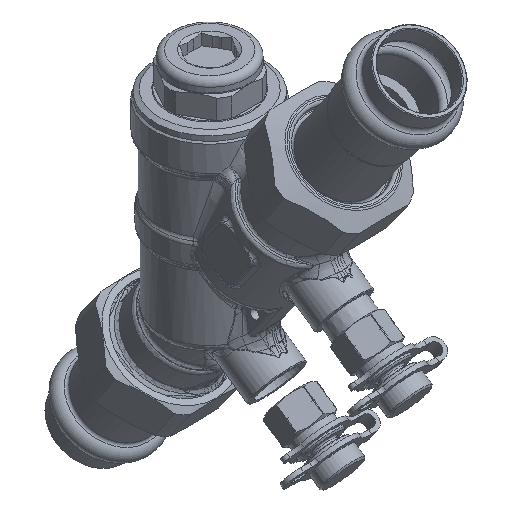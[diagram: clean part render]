
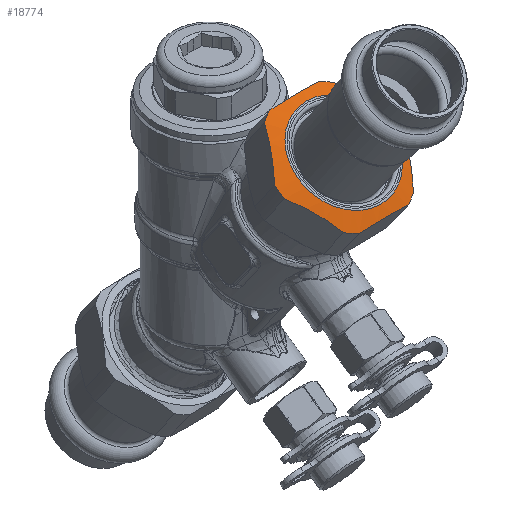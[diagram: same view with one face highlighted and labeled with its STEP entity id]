
A CAD part, isometric view. The second image highlights one B-rep face of the part: STEP entity #18774.
In plain terms, the highlighted conical face has half-angle 60 degrees and reference radius 17.78 mm.
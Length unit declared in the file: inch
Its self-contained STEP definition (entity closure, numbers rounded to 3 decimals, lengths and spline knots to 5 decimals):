
#940=(
BOUNDED_CURVE()
B_SPLINE_CURVE(2,(#139472,#139473,#139474),.UNSPECIFIED.,.F.,.F.)
B_SPLINE_CURVE_WITH_KNOTS((3,3),(0.,1.67512),.UNSPECIFIED.)
CURVE()
GEOMETRIC_REPRESENTATION_ITEM()
RATIONAL_B_SPLINE_CURVE((1.,1.096,1.))
REPRESENTATION_ITEM('')
);
#941=(
BOUNDED_CURVE()
B_SPLINE_CURVE(2,(#139478,#139479,#139480),.UNSPECIFIED.,.F.,.F.)
B_SPLINE_CURVE_WITH_KNOTS((3,3),(0.,1.67512),.UNSPECIFIED.)
CURVE()
GEOMETRIC_REPRESENTATION_ITEM()
RATIONAL_B_SPLINE_CURVE((1.,1.096,1.))
REPRESENTATION_ITEM('')
);
#942=(
BOUNDED_CURVE()
B_SPLINE_CURVE(2,(#139484,#139485,#139486),.UNSPECIFIED.,.F.,.F.)
B_SPLINE_CURVE_WITH_KNOTS((3,3),(0.,1.67512),.UNSPECIFIED.)
CURVE()
GEOMETRIC_REPRESENTATION_ITEM()
RATIONAL_B_SPLINE_CURVE((1.,1.096,1.))
REPRESENTATION_ITEM('')
);
#943=(
BOUNDED_CURVE()
B_SPLINE_CURVE(2,(#139490,#139491,#139492),.UNSPECIFIED.,.F.,.F.)
B_SPLINE_CURVE_WITH_KNOTS((3,3),(0.,1.67512),.UNSPECIFIED.)
CURVE()
GEOMETRIC_REPRESENTATION_ITEM()
RATIONAL_B_SPLINE_CURVE((1.,1.096,1.))
REPRESENTATION_ITEM('')
);
#944=(
BOUNDED_CURVE()
B_SPLINE_CURVE(2,(#139496,#139497,#139498),.UNSPECIFIED.,.F.,.F.)
B_SPLINE_CURVE_WITH_KNOTS((3,3),(0.,1.67512),.UNSPECIFIED.)
CURVE()
GEOMETRIC_REPRESENTATION_ITEM()
RATIONAL_B_SPLINE_CURVE((1.,1.096,1.))
REPRESENTATION_ITEM('')
);
#945=(
BOUNDED_CURVE()
B_SPLINE_CURVE(2,(#139502,#139503,#139504),.UNSPECIFIED.,.F.,.F.)
B_SPLINE_CURVE_WITH_KNOTS((3,3),(0.,1.67512),.UNSPECIFIED.)
CURVE()
GEOMETRIC_REPRESENTATION_ITEM()
RATIONAL_B_SPLINE_CURVE((1.,1.096,1.))
REPRESENTATION_ITEM('')
);
#2335=CONICAL_SURFACE('',#20090,0.7,1.047);
#3578=FACE_OUTER_BOUND('',#4760,.T.);
#4760=EDGE_LOOP('',(#15943,#15944,#15945,#15946,#15947,#15948,#15949,#15950,
#15951,#15952,#15953,#15954,#15955,#15956,#15957,#15958));
#5606=CIRCLE('',#20087,0.60928);
#5608=CIRCLE('',#20091,0.8);
#5609=CIRCLE('',#20092,0.8);
#5610=CIRCLE('',#20093,0.8);
#5611=CIRCLE('',#20094,0.8);
#5612=CIRCLE('',#20095,0.8);
#5613=CIRCLE('',#20096,0.8);
#5614=CIRCLE('',#20097,0.8);
#6076=LINE('',#139468,#6469);
#6469=VECTOR('',#23034,0.7);
#8022=VERTEX_POINT('',#139460);
#8024=VERTEX_POINT('',#139467);
#8025=VERTEX_POINT('',#139469);
#8026=VERTEX_POINT('',#139471);
#8027=VERTEX_POINT('',#139475);
#8028=VERTEX_POINT('',#139477);
#8029=VERTEX_POINT('',#139481);
#8030=VERTEX_POINT('',#139483);
#8031=VERTEX_POINT('',#139487);
#8032=VERTEX_POINT('',#139489);
#8033=VERTEX_POINT('',#139493);
#8034=VERTEX_POINT('',#139495);
#8035=VERTEX_POINT('',#139499);
#8036=VERTEX_POINT('',#139501);
#10682=EDGE_CURVE('',#8022,#8022,#5606,.T.);
#10684=EDGE_CURVE('',#8022,#8024,#6076,.T.);
#10685=EDGE_CURVE('',#8025,#8024,#5608,.T.);
#10686=EDGE_CURVE('',#8026,#8025,#940,.T.);
#10687=EDGE_CURVE('',#8027,#8026,#5609,.T.);
#10688=EDGE_CURVE('',#8028,#8027,#941,.T.);
#10689=EDGE_CURVE('',#8029,#8028,#5610,.T.);
#10690=EDGE_CURVE('',#8030,#8029,#942,.T.);
#10691=EDGE_CURVE('',#8031,#8030,#5611,.T.);
#10692=EDGE_CURVE('',#8032,#8031,#943,.T.);
#10693=EDGE_CURVE('',#8033,#8032,#5612,.T.);
#10694=EDGE_CURVE('',#8034,#8033,#944,.T.);
#10695=EDGE_CURVE('',#8035,#8034,#5613,.T.);
#10696=EDGE_CURVE('',#8036,#8035,#945,.T.);
#10697=EDGE_CURVE('',#8024,#8036,#5614,.T.);
#15943=ORIENTED_EDGE('',*,*,#10682,.F.);
#15944=ORIENTED_EDGE('',*,*,#10684,.T.);
#15945=ORIENTED_EDGE('',*,*,#10685,.F.);
#15946=ORIENTED_EDGE('',*,*,#10686,.F.);
#15947=ORIENTED_EDGE('',*,*,#10687,.F.);
#15948=ORIENTED_EDGE('',*,*,#10688,.F.);
#15949=ORIENTED_EDGE('',*,*,#10689,.F.);
#15950=ORIENTED_EDGE('',*,*,#10690,.F.);
#15951=ORIENTED_EDGE('',*,*,#10691,.F.);
#15952=ORIENTED_EDGE('',*,*,#10692,.F.);
#15953=ORIENTED_EDGE('',*,*,#10693,.F.);
#15954=ORIENTED_EDGE('',*,*,#10694,.F.);
#15955=ORIENTED_EDGE('',*,*,#10695,.F.);
#15956=ORIENTED_EDGE('',*,*,#10696,.F.);
#15957=ORIENTED_EDGE('',*,*,#10697,.F.);
#15958=ORIENTED_EDGE('',*,*,#10684,.F.);
#18774=ADVANCED_FACE('',(#3578),#2335,.T.);
#20087=AXIS2_PLACEMENT_3D('',#139462,#23026,#23027);
#20090=AXIS2_PLACEMENT_3D('',#139466,#23032,#23033);
#20091=AXIS2_PLACEMENT_3D('',#139470,#23035,#23036);
#20092=AXIS2_PLACEMENT_3D('',#139476,#23037,#23038);
#20093=AXIS2_PLACEMENT_3D('',#139482,#23039,#23040);
#20094=AXIS2_PLACEMENT_3D('',#139488,#23041,#23042);
#20095=AXIS2_PLACEMENT_3D('',#139494,#23043,#23044);
#20096=AXIS2_PLACEMENT_3D('',#139500,#23045,#23046);
#20097=AXIS2_PLACEMENT_3D('',#139505,#23047,#23048);
#23026=DIRECTION('center_axis',(0.,-0.574,
0.819));
#23027=DIRECTION('ref_axis',(-1.,0.,0.));
#23032=DIRECTION('center_axis',(0.,0.574,
-0.819));
#23033=DIRECTION('ref_axis',(1.,0.,0.));
#23034=DIRECTION('',(-0.866,0.287,-0.41));
#23035=DIRECTION('center_axis',(0.,0.574,
-0.819));
#23036=DIRECTION('ref_axis',(-1.,0.,0.));
#23037=DIRECTION('center_axis',(0.,0.574,
-0.819));
#23038=DIRECTION('ref_axis',(-1.,0.,0.));
#23039=DIRECTION('center_axis',(0.,0.574,
-0.819));
#23040=DIRECTION('ref_axis',(-1.,0.,0.));
#23041=DIRECTION('center_axis',(0.,0.574,
-0.819));
#23042=DIRECTION('ref_axis',(-1.,0.,0.));
#23043=DIRECTION('center_axis',(0.,0.574,
-0.819));
#23044=DIRECTION('ref_axis',(-1.,0.,0.));
#23045=DIRECTION('center_axis',(0.,0.574,
-0.819));
#23046=DIRECTION('ref_axis',(-1.,0.,0.));
#23047=DIRECTION('center_axis',(0.,0.574,
-0.819));
#23048=DIRECTION('ref_axis',(-1.,0.,0.));
#139460=CARTESIAN_POINT('',(-0.60928,-1.79725,0.16696));
#139462=CARTESIAN_POINT('Origin',(0.,-1.79725,
0.16696));
#139466=CARTESIAN_POINT('Origin',(0.,-1.76721,
0.12406));
#139467=CARTESIAN_POINT('',(-0.8,-1.73409,0.07677));
#139468=CARTESIAN_POINT('',(-0.7,-1.76721,0.12406));
#139469=CARTESIAN_POINT('',(-0.79583,-1.80092,0.02997));
#139470=CARTESIAN_POINT('Origin',(0.,-1.73409,
0.07677));
#139471=CARTESIAN_POINT('',(-0.46857,-2.26524,-0.29515));
#139472=CARTESIAN_POINT('Ctrl Pts',(-0.46857,-2.26524,
-0.29515));
#139473=CARTESIAN_POINT('Ctrl Pts',(-0.6322,-2.07741,
-0.06927));
#139474=CARTESIAN_POINT('Ctrl Pts',(-0.79583,-1.80092,
0.02997));
#139475=CARTESIAN_POINT('',(-0.32726,-2.33207,-0.34194));
#139476=CARTESIAN_POINT('Origin',(0.,-1.73409,
0.07677));
#139477=CARTESIAN_POINT('',(0.32726,-2.33207,-0.34194));
#139478=CARTESIAN_POINT('Ctrl Pts',(0.32726,-2.33207,
-0.34194));
#139479=CARTESIAN_POINT('Ctrl Pts',(0.,-2.3764,
-0.27863));
#139480=CARTESIAN_POINT('Ctrl Pts',(-0.32726,-2.33207,
-0.34194));
#139481=CARTESIAN_POINT('',(0.46857,-2.26524,-0.29515));
#139482=CARTESIAN_POINT('Origin',(0.,-1.73409,
0.07677));
#139483=CARTESIAN_POINT('',(0.79583,-1.80092,0.02997));
#139484=CARTESIAN_POINT('Ctrl Pts',(0.79583,-1.80092,
0.02997));
#139485=CARTESIAN_POINT('Ctrl Pts',(0.6322,-2.07741,-0.06927));
#139486=CARTESIAN_POINT('Ctrl Pts',(0.46857,-2.26524,
-0.29515));
#139487=CARTESIAN_POINT('',(0.79583,-1.66726,0.12356));
#139488=CARTESIAN_POINT('Origin',(0.,-1.73409,
0.07677));
#139489=CARTESIAN_POINT('',(0.46857,-1.20294,0.44868));
#139490=CARTESIAN_POINT('Ctrl Pts',(0.46857,-1.20294,
0.44868));
#139491=CARTESIAN_POINT('Ctrl Pts',(0.6322,-1.47943,
0.34944));
#139492=CARTESIAN_POINT('Ctrl Pts',(0.79583,-1.66726,
0.12356));
#139493=CARTESIAN_POINT('',(0.32726,-1.13611,0.49548));
#139494=CARTESIAN_POINT('Origin',(0.,-1.73409,
0.07677));
#139495=CARTESIAN_POINT('',(-0.32726,-1.13611,0.49548));
#139496=CARTESIAN_POINT('Ctrl Pts',(-0.32726,-1.13611,
0.49548));
#139497=CARTESIAN_POINT('Ctrl Pts',(0.,-1.18044,
0.55879));
#139498=CARTESIAN_POINT('Ctrl Pts',(0.32726,-1.13611,
0.49548));
#139499=CARTESIAN_POINT('',(-0.46857,-1.20294,0.44868));
#139500=CARTESIAN_POINT('Origin',(0.,-1.73409,
0.07677));
#139501=CARTESIAN_POINT('',(-0.79583,-1.66726,0.12356));
#139502=CARTESIAN_POINT('Ctrl Pts',(-0.79583,-1.66726,
0.12356));
#139503=CARTESIAN_POINT('Ctrl Pts',(-0.6322,-1.47943,
0.34944));
#139504=CARTESIAN_POINT('Ctrl Pts',(-0.46857,-1.20294,
0.44868));
#139505=CARTESIAN_POINT('Origin',(0.,-1.73409,
0.07677));
